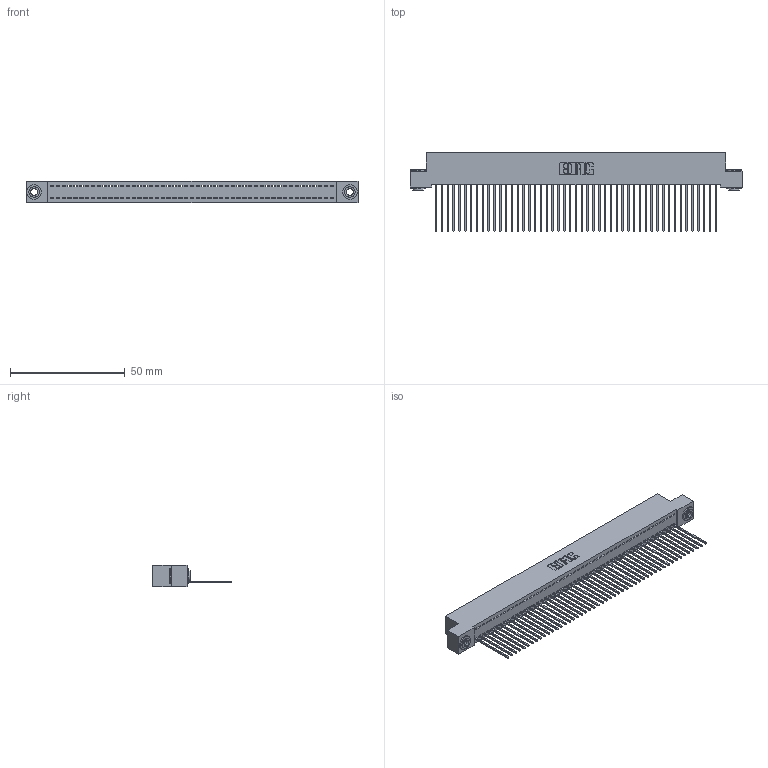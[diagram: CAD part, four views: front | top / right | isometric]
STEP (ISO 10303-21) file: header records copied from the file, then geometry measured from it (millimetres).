
FILE_DESCRIPTION (( 'STEP AP203' ), '1' );
FILE_NAME ('392-049-541-103.STEP', '2018-08-17T00:16:28', ( '' ), ( '' ), 'SwSTEP 2.0', 'SolidWorks 2016', '' );
FILE_SCHEMA (( 'CONFIG_CONTROL_DESIGN' ));
Length unit declared in the file: inch
Products named in the file (4): 342 Part_.156 TH; 345-292-001_345-293-141; 342-250-002_345-250-002-102; 392-049-541-103
Assembly tree (52 placements, depth 2):
  392-049-541-103
    342 Part_.156 TH
    345-292-001_345-293-141  x49
    342-250-002_345-250-002-102  x2
Bounding box: 144.78 x 34.3 x 9.4 mm (x, y, z)
Volume: 12904.6 mm3; surface area: 20226.2 mm2
Topology: 52 solids, 52 shells, 2990 faces, 8999 edges, 5930 vertices
Faces by surface type: plane 2134, cylinder 848, cone 8
Entity records: 29586 total; most frequent: CARTESIAN_POINT 5080, ORIENTED_EDGE 5058, DIRECTION 4305, EDGE_CURVE 2529, LINE 2377, VECTOR 2377, VERTEX_POINT 1682, AXIS2_PLACEMENT_3D 964
